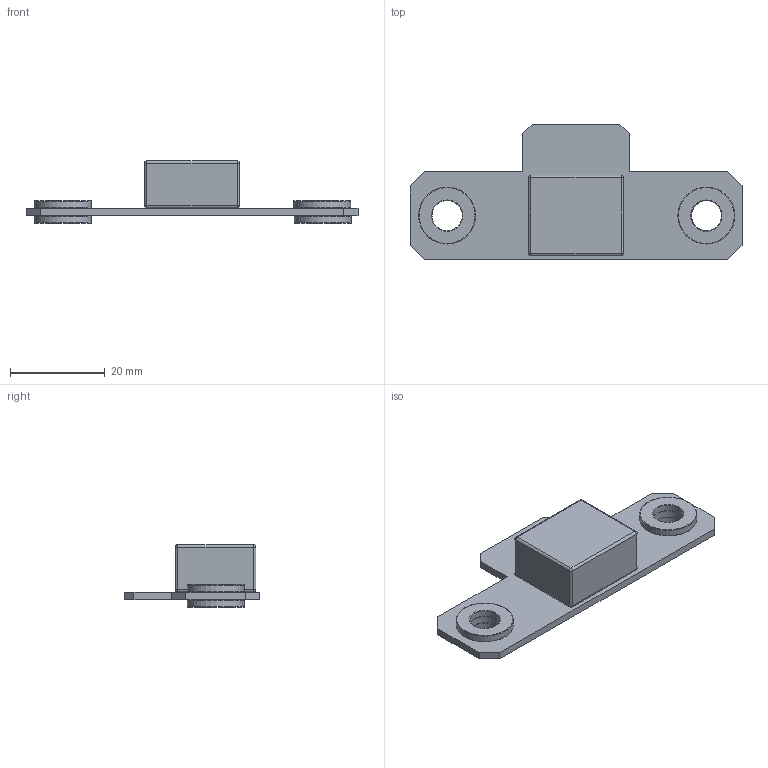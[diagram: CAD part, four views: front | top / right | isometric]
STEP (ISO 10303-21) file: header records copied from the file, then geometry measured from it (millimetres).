
FILE_DESCRIPTION(('FreeCAD Model'),'2;1');
FILE_NAME('CurrentTranducer.step','2020-08-20T10:11:37',( 'Author'),(''),'Open CASCADE STEP processor 7.3','FreeCAD','Unknown' );
FILE_SCHEMA(('AUTOMOTIVE_DESIGN { 1 0 10303 214 1 1 1 1 }'));
Length unit declared in the file: millimetre
Products named in the file (7): Unnamed; IC; PCB; washer_0; washer_1; washer_2; washer_3
Assembly tree (6 placements, depth 2):
  Unnamed
    IC
    PCB
    washer_0
    washer_1
    washer_2
    washer_3
Bounding box: 70 x 28.46 x 13.2 mm (x, y, z)
Volume: 6199.4 mm3; surface area: 5606.8 mm2
Topology: 6 solids, 6 shells, 76 faces, 160 edges, 88 vertices
Faces by surface type: plane 30, cylinder 22, torus 16, sphere 8
Full cylindrical faces by diameter (mm): 6.4 x6, 12 x4
Entity records: 4137 total; most frequent: DIRECTION 694, CARTESIAN_POINT 651, LINE 360, VECTOR 360, ORIENTED_EDGE 304, PCURVE 304, DEFINITIONAL_REPRESENTATION 304, AXIS2_PLACEMENT_3D 159
